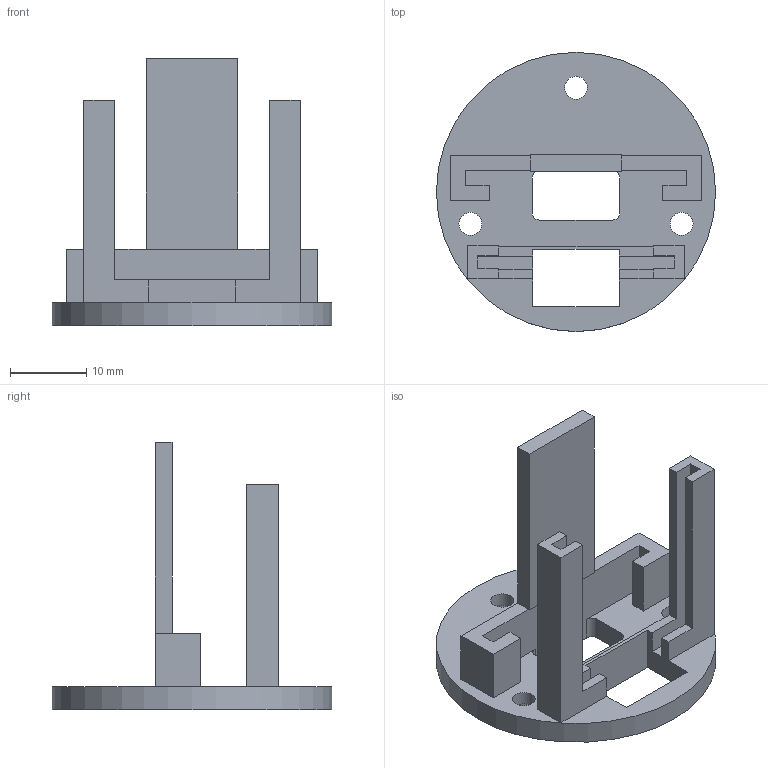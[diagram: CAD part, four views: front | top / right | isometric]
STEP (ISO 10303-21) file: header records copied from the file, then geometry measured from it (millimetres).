
FILE_DESCRIPTION(/* description */ (''),/* implementation_level */ '2;1');
FILE_NAME(/* name */ 'structure_base v4.step',/* time_stamp */ '2025-07-05T17:22:57+02:00',/* author */ (''),/* organization */ (''),/* preprocessor_version */ 'ST-DEVELOPER v20.1',/* originating_system */ 'Autodesk Translation Framework v14.10.0.0',/* authorisation */ '');
FILE_SCHEMA (('AUTOMOTIVE_DESIGN { 1 0 10303 214 3 1 1 }'));
Length unit declared in the file: millimetre
Products named in the file (1): Document
Bounding box: 36.6 x 36.6 x 35 mm (x, y, z)
Volume: 4669.3 mm3; surface area: 5127 mm2
Topology: 1 solids, 1 shells, 61 faces, 172 edges, 113 vertices
Faces by surface type: plane 50, cylinder 8, cone 3
Full cylindrical faces by diameter (mm): 3 x3, 36.6 x1
Entity records: 1998 total; most frequent: CARTESIAN_POINT 347, ORIENTED_EDGE 344, DIRECTION 315, EDGE_CURVE 172, LINE 153, VECTOR 153, VERTEX_POINT 113, AXIS2_PLACEMENT_3D 81
